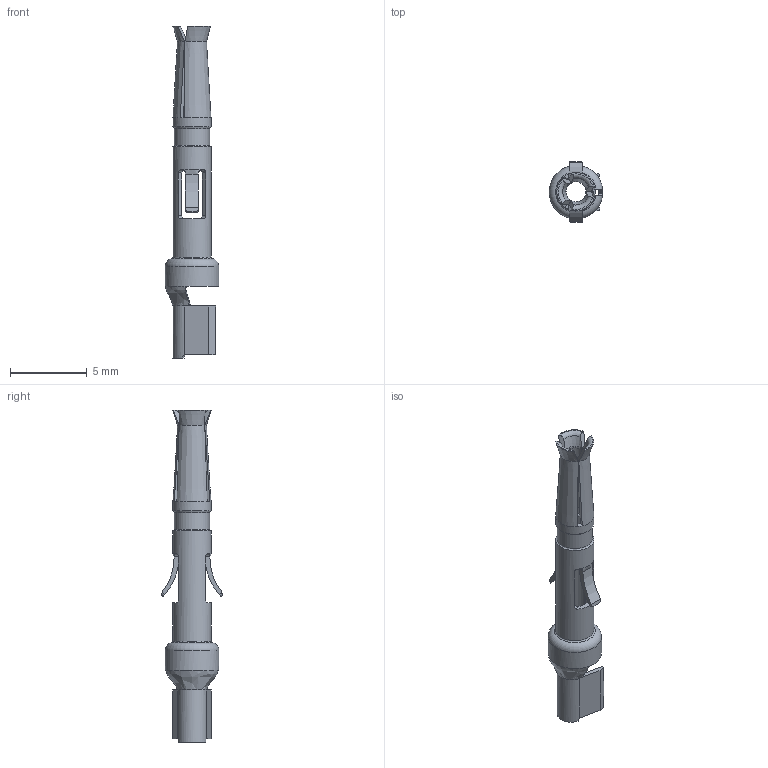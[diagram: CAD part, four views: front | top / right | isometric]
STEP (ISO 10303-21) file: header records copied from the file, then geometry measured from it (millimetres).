
FILE_DESCRIPTION(('Creo Elements/Direct Modeling STEP Export'),'2;1');
FILE_NAME('37jbk2e5prlj47l2380','2023-03-23T11:12:33',(''),(''),'Creo Elements/Direct Modeling STEP processor for AP214 (Solid Model)','Creo Elements/Direct Modeling 20.1B 02-Apr-2019 (C) Parametric Technology GmbH','');
FILE_SCHEMA(('AUTOMOTIVE_DESIGN { 1 0 10303 214 1 1 1 1 }'));
Length unit declared in the file: millimetre
Products named in the file (2): SDFA_1.0
Assembly tree (1 placements, depth 2):
  SDFA_1.0
    SDFA_1.0
Bounding box: 3.5 x 3.97 x 21.7 mm (x, y, z)
Volume: 39.5 mm3; surface area: 304.5 mm2
Topology: 1 solids, 1 shells, 214 faces, 592 edges, 367 vertices
Faces by surface type: cylinder 83, plane 68, torus 20, bspline 18, sphere 13, cone 12
Entity records: 14403 total; most frequent: CARTESIAN_POINT 7524, ORIENTED_EDGE 1158, DIRECTION 915, EDGE_CURVE 579, VERTEX_POINT 367, AXIS2_PLACEMENT_3D 353, EDGE_LOOP 218, COLOUR_RGB 215
